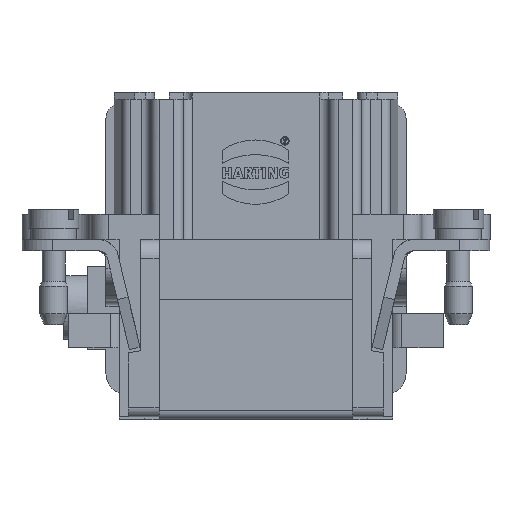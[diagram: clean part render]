
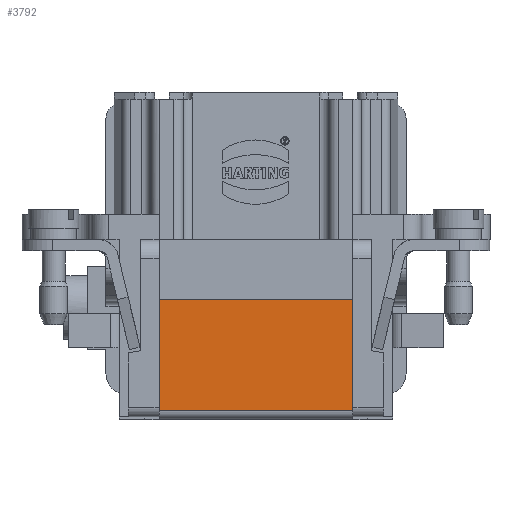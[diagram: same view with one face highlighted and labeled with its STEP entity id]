
A CAD part, front view. The second image highlights one B-rep face of the part: STEP entity #3792.
In plain terms, the highlighted planar face has unit normal (0, -1, 0).
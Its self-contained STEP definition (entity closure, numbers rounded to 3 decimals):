
#3792=ADVANCED_FACE('',(#5454),#4796,.T.);
#4796=PLANE('',#25141);
#5454=FACE_OUTER_BOUND('',#6376,.T.);
#6376=EDGE_LOOP('',(#8094,#8095,#8096,#8097));
#8094=ORIENTED_EDGE('',*,*,#14695,.T.);
#8095=ORIENTED_EDGE('',*,*,#14705,.F.);
#8096=ORIENTED_EDGE('',*,*,#15122,.T.);
#8097=ORIENTED_EDGE('',*,*,#15123,.T.);
#12877=VERTEX_POINT('',#32783);
#12878=VERTEX_POINT('',#32785);
#12886=VERTEX_POINT('',#32804);
#13234=VERTEX_POINT('',#33981);
#14695=EDGE_CURVE('',#12878,#12877,#19728,.T.);
#14705=EDGE_CURVE('',#12886,#12877,#19737,.T.);
#15122=EDGE_CURVE('',#12886,#13234,#20021,.T.);
#15123=EDGE_CURVE('',#13234,#12878,#20022,.T.);
#19728=LINE('',#32784,#21751);
#19737=LINE('',#32805,#21760);
#20021=LINE('',#33980,#22044);
#20022=LINE('',#33982,#22045);
#21751=VECTOR('',#26834,1.);
#21760=VECTOR('',#26849,1.);
#22044=VECTOR('',#27373,1.);
#22045=VECTOR('',#27374,1.);
#25141=AXIS2_PLACEMENT_3D('',#33983,#27375,#27376);
#26834=DIRECTION('',(-1.,0.,0.));
#26849=DIRECTION('',(0.,0.,1.));
#27373=DIRECTION('',(1.,0.,0.));
#27374=DIRECTION('',(0.,0.,1.));
#27375=DIRECTION('',(0.,-1.,0.));
#27376=DIRECTION('',(0.,0.,-1.));
#32783=CARTESIAN_POINT('',(-10.525,-17.,-5.35));
#32784=CARTESIAN_POINT('',(-14.9,-17.,-5.35));
#32785=CARTESIAN_POINT('',(10.525,-17.,-5.35));
#32804=CARTESIAN_POINT('',(-10.525,-17.,-17.35));
#32805=CARTESIAN_POINT('',(-10.525,-17.,-134.05));
#33980=CARTESIAN_POINT('',(-4.75,-17.,-17.35));
#33981=CARTESIAN_POINT('',(10.525,-17.,-17.35));
#33982=CARTESIAN_POINT('',(10.525,-17.,-134.05));
#33983=CARTESIAN_POINT('',(-14.9,-17.,-18.35));
